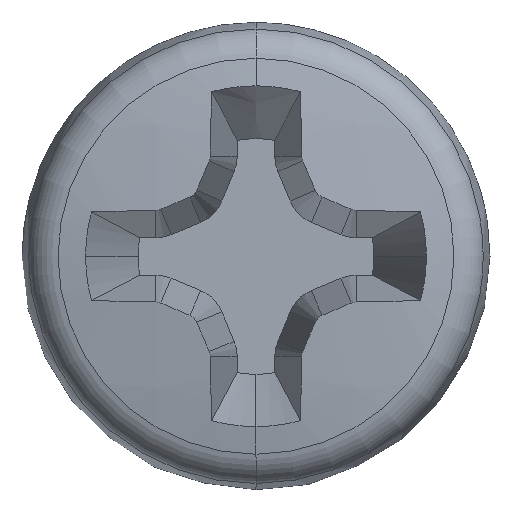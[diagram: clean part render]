
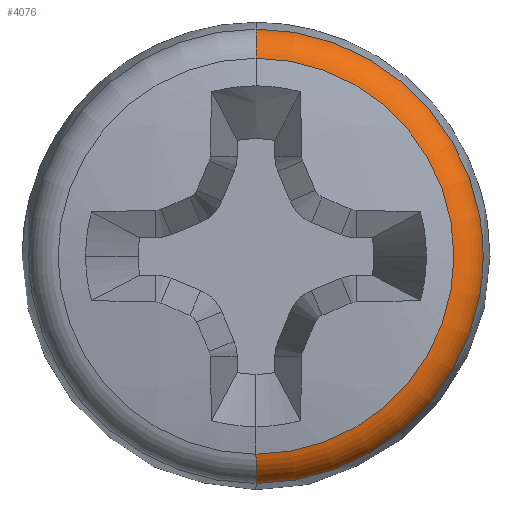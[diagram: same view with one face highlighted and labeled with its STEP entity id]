
A CAD part, top view. The second image highlights one B-rep face of the part: STEP entity #4076.
In plain terms, the highlighted toroidal (fillet/blend) face has major radius 1.631 mm and minor radius 0.32 mm.
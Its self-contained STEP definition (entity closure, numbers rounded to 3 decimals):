
#102 = CIRCLE ( 'NONE', #2011, 0.32 ) ;
#133 = CARTESIAN_POINT ( 'NONE',  ( 0., -1.942, 4.2 ) ) ;
#229 = VERTEX_POINT ( 'NONE', #354 ) ;
#341 = DIRECTION ( 'NONE',  ( 0., 0., 1. ) ) ;
#354 = CARTESIAN_POINT ( 'NONE',  ( 0., 1.942, 4.2 ) ) ;
#516 = FACE_OUTER_BOUND ( 'NONE', #3409, .T. ) ;
#681 = CIRCLE ( 'NONE', #3326, 0.32 ) ;
#892 = DIRECTION ( 'NONE',  ( 0., -1., 0. ) ) ;
#912 = EDGE_CURVE ( 'NONE', #2586, #2057, #102, .T. ) ;
#926 = AXIS2_PLACEMENT_3D ( 'NONE', #2866, #341, #2920 ) ;
#1073 = CARTESIAN_POINT ( 'NONE',  ( 0., 1.692, 4.438 ) ) ;
#1080 = ORIENTED_EDGE ( 'NONE', *, *, #3342, .T. ) ;
#1126 = EDGE_CURVE ( 'NONE', #2586, #229, #1716, .T. ) ;
#1240 = DIRECTION ( 'NONE',  ( -1., 0., 0. ) ) ;
#1241 = ORIENTED_EDGE ( 'NONE', *, *, #1126, .T. ) ;
#1474 = VERTEX_POINT ( 'NONE', #1073 ) ;
#1549 = ORIENTED_EDGE ( 'NONE', *, *, #2972, .F. ) ;
#1716 = CIRCLE ( 'NONE', #3196, 1.942 ) ;
#1755 = DIRECTION ( 'NONE',  ( 1., 0., 0. ) ) ;
#1788 = CARTESIAN_POINT ( 'NONE',  ( 0., 1.631, 4.123 ) ) ;
#1985 = CARTESIAN_POINT ( 'NONE',  ( 0., -1.631, 4.123 ) ) ;
#2011 = AXIS2_PLACEMENT_3D ( 'NONE', #1985, #1240, #3472 ) ;
#2012 = DIRECTION ( 'NONE',  ( 0., 0., 1. ) ) ;
#2057 = VERTEX_POINT ( 'NONE', #3942 ) ;
#2100 = DIRECTION ( 'NONE',  ( 0., 0., 1. ) ) ;
#2586 = VERTEX_POINT ( 'NONE', #133 ) ;
#2858 = DIRECTION ( 'NONE',  ( 0., -1., 0. ) ) ;
#2866 = CARTESIAN_POINT ( 'NONE',  ( 0., 0., 4.123 ) ) ;
#2920 = DIRECTION ( 'NONE',  ( 0., -1., 0. ) ) ;
#2972 = EDGE_CURVE ( 'NONE', #2057, #1474, #4476, .T. ) ;
#3037 = ORIENTED_EDGE ( 'NONE', *, *, #912, .F. ) ;
#3196 = AXIS2_PLACEMENT_3D ( 'NONE', #4329, #2100, #2858 ) ;
#3326 = AXIS2_PLACEMENT_3D ( 'NONE', #1788, #1755, #4358 ) ;
#3342 = EDGE_CURVE ( 'NONE', #229, #1474, #681, .T. ) ;
#3409 = EDGE_LOOP ( 'NONE', ( #1241, #1080, #1549, #3037 ) ) ;
#3472 = DIRECTION ( 'NONE',  ( 0., 0., 1. ) ) ;
#3942 = CARTESIAN_POINT ( 'NONE',  ( 0., -1.692, 4.438 ) ) ;
#4076 = ADVANCED_FACE ( 'NONE', ( #516 ), #4558, .T. ) ;
#4329 = CARTESIAN_POINT ( 'NONE',  ( 0., 0., 4.2 ) ) ;
#4358 = DIRECTION ( 'NONE',  ( 0., 1., 0. ) ) ;
#4476 = CIRCLE ( 'NONE', #4664, 1.692 ) ;
#4556 = CARTESIAN_POINT ( 'NONE',  ( 0., 0., 4.438 ) ) ;
#4558 = TOROIDAL_SURFACE ( 'NONE', #926, 1.631, 0.32 ) ;
#4664 = AXIS2_PLACEMENT_3D ( 'NONE', #4556, #2012, #892 ) ;
